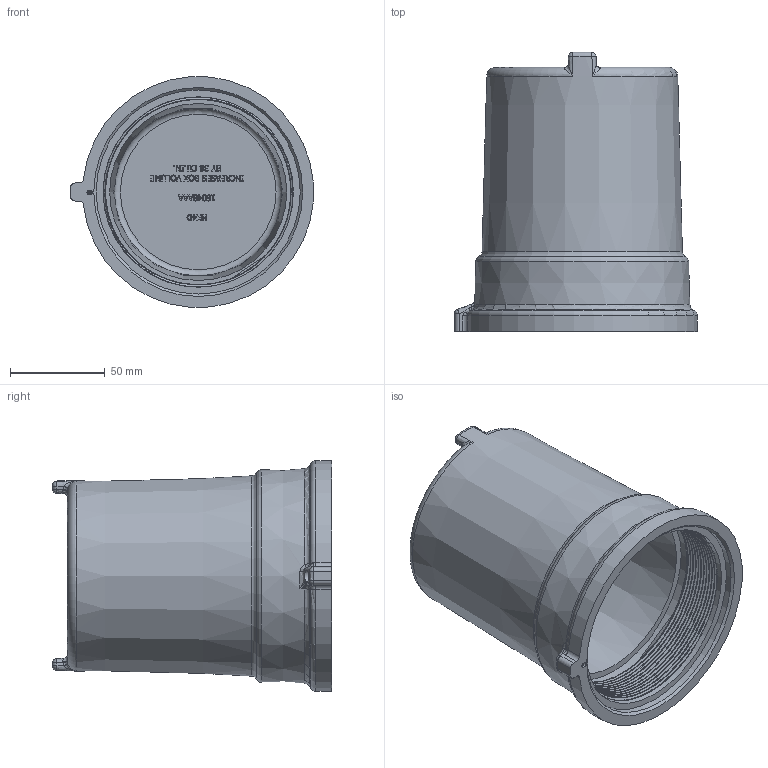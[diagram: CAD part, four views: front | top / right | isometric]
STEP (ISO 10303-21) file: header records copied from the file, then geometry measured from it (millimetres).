
FILE_DESCRIPTION(/* description */ (''),/* implementation_level */ '2;1');
FILE_NAME(/* name */ 'KIL_HK4D.stp',/* time_stamp */ '2021-05-10T11:50:57+05:00',/* author */ ('kr'),/* organization */ (''),/* preprocessor_version */ 'ST-DEVELOPER v18',/* originating_system */ 'Autodesk Inventor 2020',/* authorisation */ '');
FILE_SCHEMA (('AUTOMOTIVE_DESIGN { 1 0 10303 214 3 1 1 }'));
Length unit declared in the file: inch
Products named in the file (1): 16048ABAM
Bounding box: 128.36 x 147.64 x 121.91 mm (x, y, z)
Volume: 369930.4 mm3; surface area: 127718.8 mm2
Topology: 3 solids, 3 shells, 761 faces, 2024 edges, 1325 vertices
Faces by surface type: plane 395, bspline 298, cylinder 37, torus 13, sphere 10, cone 8
Full cylindrical faces by diameter (mm): 1.606 x5, 2.642 x2, 6.35 x1, 98.101 x13, 100.711 x2, 107.95 x1
Entity records: 33224 total; most frequent: CARTESIAN_POINT 16313, ORIENTED_EDGE 4038, DIRECTION 2438, EDGE_CURVE 2019, VERTEX_POINT 1325, LINE 1244, VECTOR 1244, EDGE_LOOP 828
